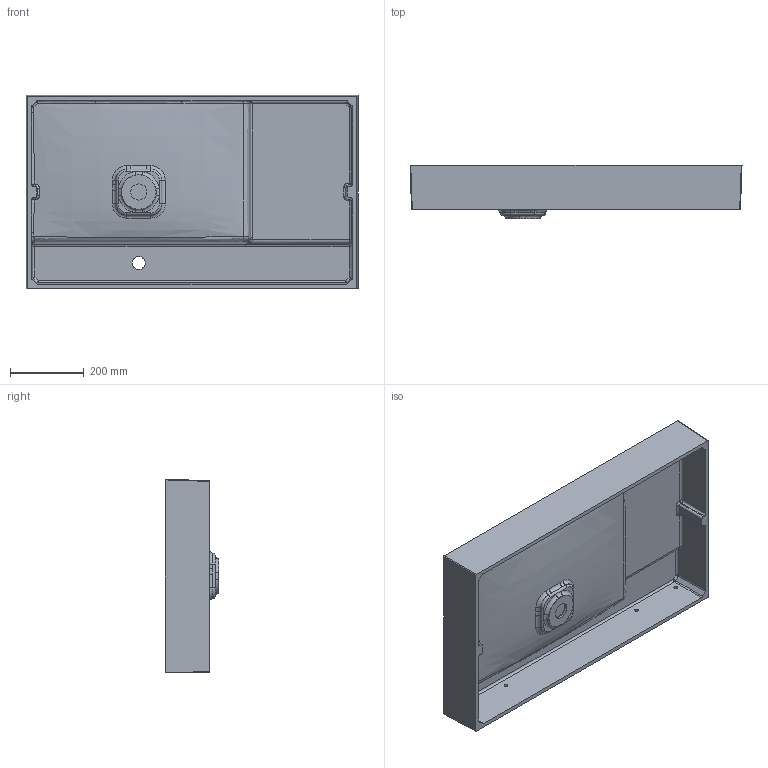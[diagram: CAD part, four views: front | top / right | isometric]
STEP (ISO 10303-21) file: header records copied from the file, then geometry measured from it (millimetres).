
FILE_DESCRIPTION (( 'STEP AP214' ), '1' );
FILE_NAME ('Soul 900.STEP', '2023-10-20T07:42:48', ( '' ), ( '' ), 'SwSTEP 2.0', 'SolidWorks 2020', '' );
FILE_SCHEMA (( 'AUTOMOTIVE_DESIGN' ));
Length unit declared in the file: millimetre
Products named in the file (1): Soul 900
Bounding box: 900 x 145 x 525 mm (x, y, z)
Volume: 9731955.8 mm3; surface area: 1717541.5 mm2
Topology: 2 solids, 2 shells, 374 faces, 882 edges, 505 vertices
Faces by surface type: bspline 138, cylinder 116, plane 72, sphere 24, torus 14, cone 10
Entity records: 24805 total; most frequent: CARTESIAN_POINT 17479, ORIENTED_EDGE 1732, DIRECTION 1264, EDGE_CURVE 866, VERTEX_POINT 501, AXIS2_PLACEMENT_3D 500, EDGE_LOOP 387, FACE_OUTER_BOUND 372
